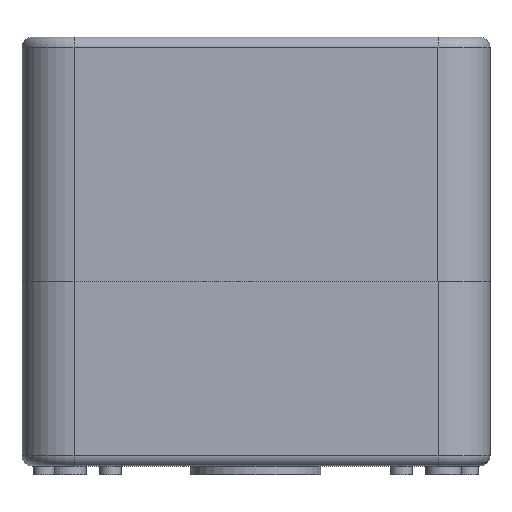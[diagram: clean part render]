
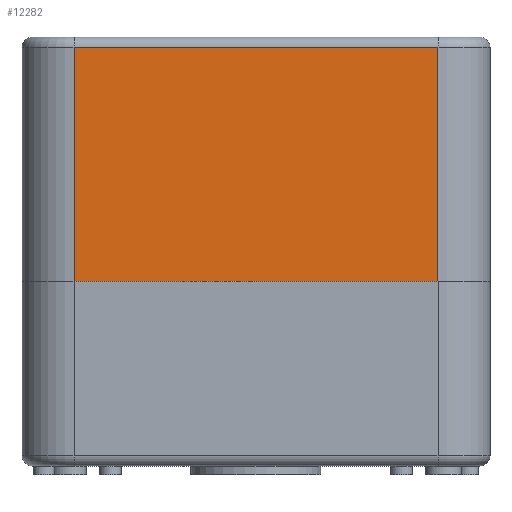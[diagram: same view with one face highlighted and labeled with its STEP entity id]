
A CAD part, front view. The second image highlights one B-rep face of the part: STEP entity #12282.
In plain terms, the highlighted planar face has unit normal (0, -1, 0).
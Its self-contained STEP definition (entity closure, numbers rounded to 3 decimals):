
#7300=DIRECTION('',(1.,0.,0.));
#7301=VECTOR('',#7300,70.);
#7302=CARTESIAN_POINT('',(-35.,-64.5,-25.));
#7303=LINE('',#7302,#7301);
#9079=DIRECTION('',(1.,0.,0.));
#9080=VECTOR('',#9079,70.);
#9081=CARTESIAN_POINT('',(-35.,-64.5,20.));
#9082=LINE('',#9081,#9080);
#9083=DIRECTION('',(0.,0.,-1.));
#9084=VECTOR('',#9083,45.);
#9085=CARTESIAN_POINT('',(35.,-64.5,20.));
#9086=LINE('',#9085,#9084);
#9087=DIRECTION('',(0.,0.,-1.));
#9088=VECTOR('',#9087,45.);
#9089=CARTESIAN_POINT('',(-35.,-64.5,20.));
#9090=LINE('',#9089,#9088);
#9091=CARTESIAN_POINT('',(-35.,-64.5,-25.));
#9093=VERTEX_POINT('',#9091);
#9096=CARTESIAN_POINT('',(35.,-64.5,-25.));
#9098=VERTEX_POINT('',#9096);
#9613=CARTESIAN_POINT('',(-35.,-64.5,20.));
#9614=VERTEX_POINT('',#9613);
#9617=CARTESIAN_POINT('',(35.,-64.5,20.));
#9618=VERTEX_POINT('',#9617);
#12271=CARTESIAN_POINT('',(-45.,-64.5,-25.));
#12272=DIRECTION('',(0.,-1.,0.));
#12273=DIRECTION('',(1.,0.,0.));
#12274=AXIS2_PLACEMENT_3D('',#12271,#12272,#12273);
#12275=PLANE('',#12274);
#12276=ORIENTED_EDGE('',*,*,#12265,.T.);
#12277=ORIENTED_EDGE('',*,*,#12240,.T.);
#12278=ORIENTED_EDGE('',*,*,#9658,.F.);
#12279=ORIENTED_EDGE('',*,*,#9700,.F.);
#12280=EDGE_LOOP('',(#12276,#12277,#12278,#12279));
#12281=FACE_OUTER_BOUND('',#12280,.F.);
#12282=ADVANCED_FACE('',(#12281),#12275,.T.);
#9658=EDGE_CURVE('',#9093,#9098,#7303,.T.);
#9700=EDGE_CURVE('',#9614,#9093,#9090,.T.);
#12240=EDGE_CURVE('',#9618,#9098,#9086,.T.);
#12265=EDGE_CURVE('',#9614,#9618,#9082,.T.);
